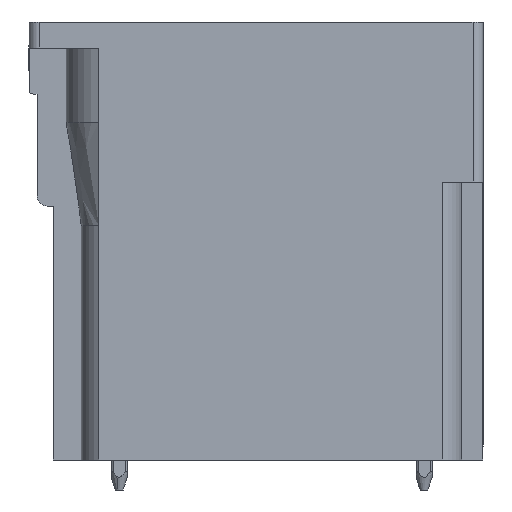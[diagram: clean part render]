
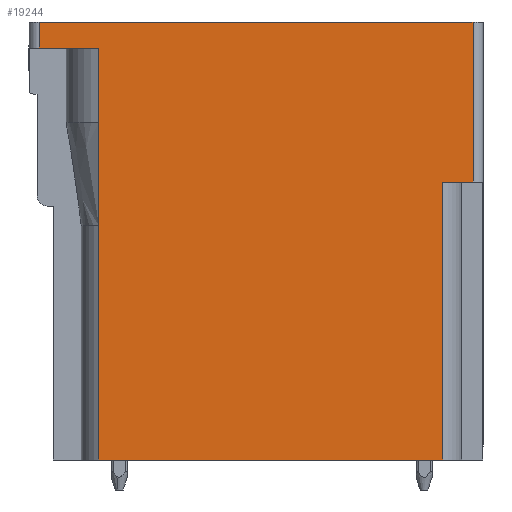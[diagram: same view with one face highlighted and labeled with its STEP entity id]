
A CAD part, left-side view. The second image highlights one B-rep face of the part: STEP entity #19244.
In plain terms, the highlighted planar face has unit normal (-1, 0, 0).
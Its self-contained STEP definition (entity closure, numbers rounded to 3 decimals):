
#19220=AXIS2_PLACEMENT_3D('Plane Axis2P3D',#19217,#19218,#19219) ;
#110=CARTESIAN_POINT('Vertex',(0.,22.2,23.4)) ;
#113=CARTESIAN_POINT('Line Origine',(0.,11.35,23.4)) ;
#117=CARTESIAN_POINT('Vertex',(0.,0.5,23.4)) ;
#2539=CARTESIAN_POINT('Vertex',(0.,2.,1.5)) ;
#2555=CARTESIAN_POINT('Vertex',(0.,2.,15.4)) ;
#2558=CARTESIAN_POINT('Line Origine',(0.,2.,8.45)) ;
#15236=CARTESIAN_POINT('Vertex',(0.,0.5,15.4)) ;
#15239=CARTESIAN_POINT('Line Origine',(0.,1.25,15.4)) ;
#18442=CARTESIAN_POINT('Line Origine',(0.,0.5,12.45)) ;
#18864=CARTESIAN_POINT('Line Origine',(0.,10.6,1.5)) ;
#18868=CARTESIAN_POINT('Vertex',(0.,19.2,1.5)) ;
#19198=CARTESIAN_POINT('Line Origine',(0.,22.2,12.45)) ;
#19202=CARTESIAN_POINT('Vertex',(0.,22.2,22.1)) ;
#19217=CARTESIAN_POINT('Axis2P3D Location',(0.,0.,0.)) ;
#19222=CARTESIAN_POINT('Line Origine',(0.,20.7,22.1)) ;
#19226=CARTESIAN_POINT('Vertex',(0.,19.2,22.1)) ;
#19229=CARTESIAN_POINT('Line Origine',(0.,19.2,11.8)) ;
#114=DIRECTION('Vector Direction',(0.,-1.,0.)) ;
#2559=DIRECTION('Vector Direction',(0.,0.,1.)) ;
#15240=DIRECTION('Vector Direction',(0.,-1.,0.)) ;
#18443=DIRECTION('Vector Direction',(0.,0.,1.)) ;
#18865=DIRECTION('Vector Direction',(0.,-1.,0.)) ;
#19199=DIRECTION('Vector Direction',(0.,0.,1.)) ;
#19218=DIRECTION('Axis2P3D Direction',(-1.,0.,0.)) ;
#19219=DIRECTION('Axis2P3D XDirection',(0.,0.,1.)) ;
#19223=DIRECTION('Vector Direction',(0.,-1.,0.)) ;
#19230=DIRECTION('Vector Direction',(0.,0.,1.)) ;
#115=VECTOR('Line Direction',#114,1.) ;
#2560=VECTOR('Line Direction',#2559,1.) ;
#15241=VECTOR('Line Direction',#15240,1.) ;
#18444=VECTOR('Line Direction',#18443,1.) ;
#18866=VECTOR('Line Direction',#18865,1.) ;
#19200=VECTOR('Line Direction',#19199,1.) ;
#19224=VECTOR('Line Direction',#19223,1.) ;
#19231=VECTOR('Line Direction',#19230,1.) ;
#19235=ORIENTED_EDGE('',*,*,#18870,.T.) ;
#19236=ORIENTED_EDGE('',*,*,#2562,.T.) ;
#19237=ORIENTED_EDGE('',*,*,#15243,.F.) ;
#19238=ORIENTED_EDGE('',*,*,#18446,.T.) ;
#19239=ORIENTED_EDGE('',*,*,#119,.T.) ;
#19240=ORIENTED_EDGE('',*,*,#19204,.T.) ;
#19241=ORIENTED_EDGE('',*,*,#19228,.F.) ;
#19242=ORIENTED_EDGE('',*,*,#19233,.F.) ;
#19244=ADVANCED_FACE('HOUSING',(#19243),#19221,.T.) ;
#119=EDGE_CURVE('',#118,#111,#116,.F.) ;
#2562=EDGE_CURVE('',#2540,#2556,#2561,.T.) ;
#15243=EDGE_CURVE('',#15237,#2556,#15242,.F.) ;
#18446=EDGE_CURVE('',#15237,#118,#18445,.T.) ;
#18870=EDGE_CURVE('',#18869,#2540,#18867,.T.) ;
#19204=EDGE_CURVE('',#111,#19203,#19201,.F.) ;
#19228=EDGE_CURVE('',#19227,#19203,#19225,.F.) ;
#19233=EDGE_CURVE('',#18869,#19227,#19232,.T.) ;
#19234=EDGE_LOOP('',(#19235,#19236,#19237,#19238,#19239,#19240,#19241,#19242)) ;
#19243=FACE_OUTER_BOUND('',#19234,.T.) ;
#116=LINE('Line',#113,#115) ;
#2561=LINE('Line',#2558,#2560) ;
#15242=LINE('Line',#15239,#15241) ;
#18445=LINE('Line',#18442,#18444) ;
#18867=LINE('Line',#18864,#18866) ;
#19201=LINE('Line',#19198,#19200) ;
#19225=LINE('Line',#19222,#19224) ;
#19232=LINE('Line',#19229,#19231) ;
#19221=PLANE('',#19220) ;
#111=VERTEX_POINT('',#110) ;
#118=VERTEX_POINT('',#117) ;
#2540=VERTEX_POINT('',#2539) ;
#2556=VERTEX_POINT('',#2555) ;
#15237=VERTEX_POINT('',#15236) ;
#18869=VERTEX_POINT('',#18868) ;
#19203=VERTEX_POINT('',#19202) ;
#19227=VERTEX_POINT('',#19226) ;
